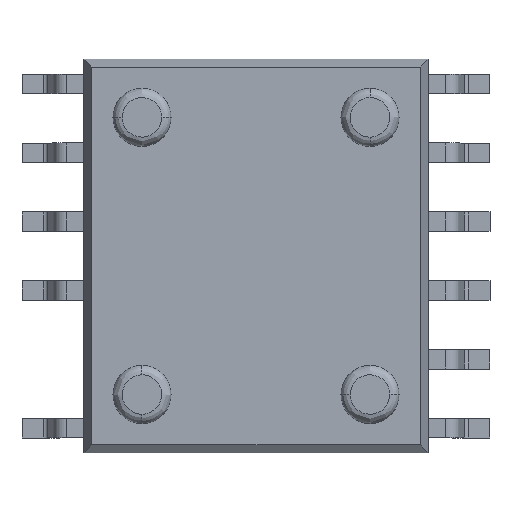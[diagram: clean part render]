
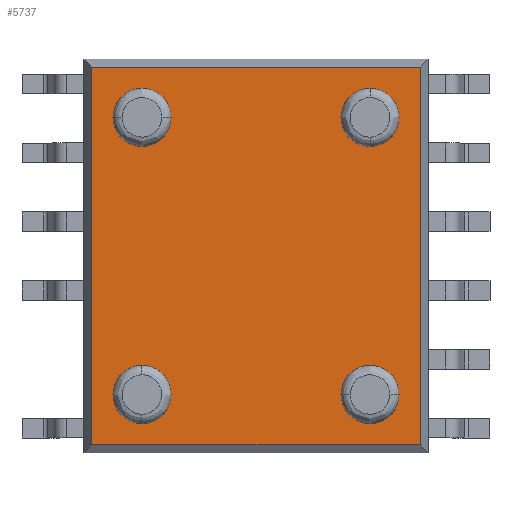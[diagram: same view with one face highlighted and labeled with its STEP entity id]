
A CAD part, top view. The second image highlights one B-rep face of the part: STEP entity #5737.
In plain terms, the highlighted planar face has unit normal (0, 0, 1).
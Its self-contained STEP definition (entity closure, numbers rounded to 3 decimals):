
#23 = LINE ( 'NONE', #5796, #3389 ) ;
#298 = CARTESIAN_POINT ( 'NONE',  ( 1.595, -9.4, 2.24 ) ) ;
#477 = ORIENTED_EDGE ( 'NONE', *, *, #7438, .T. ) ;
#676 = DIRECTION ( 'NONE',  ( -1., 0., 0. ) ) ;
#891 = ORIENTED_EDGE ( 'NONE', *, *, #9148, .T. ) ;
#1250 = LINE ( 'NONE', #8378, #4567 ) ;
#1348 = DIRECTION ( 'NONE',  ( 0., 1., 0. ) ) ;
#1521 = CARTESIAN_POINT ( 'NONE',  ( 1.395, 0.36, 2.24 ) ) ;
#1561 = DIRECTION ( 'NONE',  ( 1., 0., 0. ) ) ;
#2351 = PLANE ( 'NONE',  #6557 ) ;
#2411 = VECTOR ( 'NONE', #2958, 1000. ) ;
#2539 = LINE ( 'NONE', #3006, #2411 ) ;
#2779 = VERTEX_POINT ( 'NONE', #6735 ) ;
#2858 = EDGE_CURVE ( 'NONE', #2779, #3380, #1250, .T. ) ;
#2958 = DIRECTION ( 'NONE',  ( 1., 0., 0. ) ) ;
#3006 = CARTESIAN_POINT ( 'NONE',  ( 1.395, -9.4, 2.24 ) ) ;
#3380 = VERTEX_POINT ( 'NONE', #7353 ) ;
#3389 = VECTOR ( 'NONE', #3575, 1000. ) ;
#3575 = DIRECTION ( 'NONE',  ( 0., -1., 0. ) ) ;
#4567 = VECTOR ( 'NONE', #1348, 1000. ) ;
#5264 = EDGE_CURVE ( 'NONE', #6791, #8110, #23, .T. ) ;
#5333 = CARTESIAN_POINT ( 'NONE',  ( 1.395, 0.56, 2.24 ) ) ;
#5737 = ADVANCED_FACE ( 'NONE', ( #6034 ), #2351, .T. ) ;
#5796 = CARTESIAN_POINT ( 'NONE',  ( 1.595, 0.56, 2.24 ) ) ;
#5939 = DIRECTION ( 'NONE',  ( 0., 0., 1. ) ) ;
#6034 = FACE_OUTER_BOUND ( 'NONE', #8935, .T. ) ;
#6557 = AXIS2_PLACEMENT_3D ( 'NONE', #5333, #5939, #1561 ) ;
#6735 = CARTESIAN_POINT ( 'NONE',  ( 10.085, -9.4, 2.24 ) ) ;
#6791 = VERTEX_POINT ( 'NONE', #8045 ) ;
#7353 = CARTESIAN_POINT ( 'NONE',  ( 10.085, 0.36, 2.24 ) ) ;
#7438 = EDGE_CURVE ( 'NONE', #8110, #2779, #2539, .T. ) ;
#7876 = LINE ( 'NONE', #1521, #8131 ) ;
#8045 = CARTESIAN_POINT ( 'NONE',  ( 1.595, 0.36, 2.24 ) ) ;
#8110 = VERTEX_POINT ( 'NONE', #298 ) ;
#8131 = VECTOR ( 'NONE', #676, 1000. ) ;
#8378 = CARTESIAN_POINT ( 'NONE',  ( 10.085, 0.56, 2.24 ) ) ;
#8558 = ORIENTED_EDGE ( 'NONE', *, *, #2858, .T. ) ;
#8621 = ORIENTED_EDGE ( 'NONE', *, *, #5264, .T. ) ;
#8935 = EDGE_LOOP ( 'NONE', ( #8621, #477, #8558, #891 ) ) ;
#9148 = EDGE_CURVE ( 'NONE', #3380, #6791, #7876, .T. ) ;
